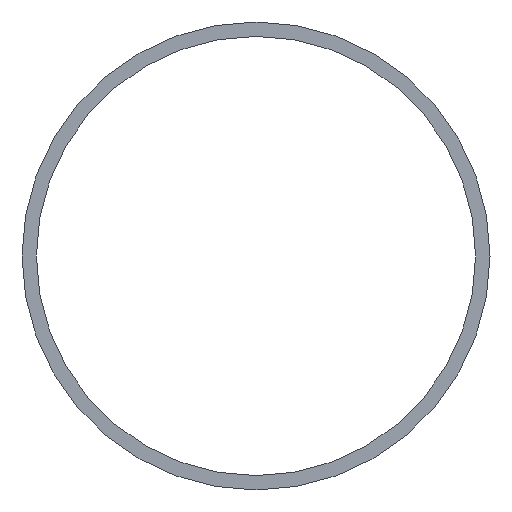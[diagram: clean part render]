
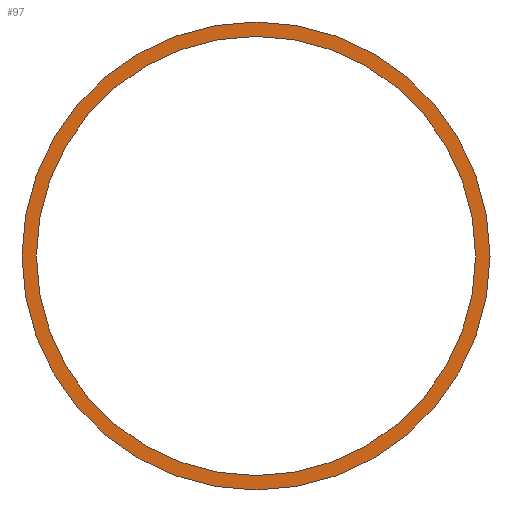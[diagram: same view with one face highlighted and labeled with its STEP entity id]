
A CAD part, left-side view. The second image highlights one B-rep face of the part: STEP entity #97.
In plain terms, the highlighted planar face has unit normal (-1, 0, 0).
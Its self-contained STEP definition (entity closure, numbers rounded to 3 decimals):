
#53 = EDGE_CURVE( '', #67, #71, #123, .T. );
#59 = VERTEX_POINT( '', #130 );
#65 = EDGE_CURVE( '', #71, #67, #139, .T. );
#67 = VERTEX_POINT( '', #141 );
#69 = EDGE_CURVE( '', #101, #59, #143, .T. );
#71 = VERTEX_POINT( '', #145 );
#77 = EDGE_CURVE( '', #59, #101, #151, .T. );
#97 = ADVANCED_FACE( '', ( #173, #174 ), #175, .F. );
#101 = VERTEX_POINT( '', #179 );
#123 = CIRCLE( '', #193, 147.8 );
#130 = CARTESIAN_POINT( '', ( 0., 0., -157.5 ) );
#139 = CIRCLE( '', #212, 147.8 );
#141 = CARTESIAN_POINT( '', ( 0., 0., -147.8 ) );
#143 = CIRCLE( '', #217, 157.5 );
#145 = CARTESIAN_POINT( '', ( 0., 0., 147.8 ) );
#151 = CIRCLE( '', #228, 157.5 );
#173 = FACE_OUTER_BOUND( '', #257, .T. );
#174 = FACE_BOUND( '', #258, .T. );
#175 = PLANE( '', #259 );
#179 = CARTESIAN_POINT( '', ( 0., 0., 157.5 ) );
#193 = AXIS2_PLACEMENT_3D( '', #269, #270, #271 );
#212 = AXIS2_PLACEMENT_3D( '', #297, #298, #299 );
#217 = AXIS2_PLACEMENT_3D( '', #300, #301, #302 );
#228 = AXIS2_PLACEMENT_3D( '', #304, #305, #306 );
#257 = EDGE_LOOP( '', ( #335, #336 ) );
#258 = EDGE_LOOP( '', ( #337, #338 ) );
#259 = AXIS2_PLACEMENT_3D( '', #339, #340, #341 );
#269 = CARTESIAN_POINT( '', ( 0., 0., 0. ) );
#270 = DIRECTION( '', ( 1., 0., 0. ) );
#271 = DIRECTION( '', ( 0., 0., -1. ) );
#297 = CARTESIAN_POINT( '', ( 0., 0., 0. ) );
#298 = DIRECTION( '', ( 1., 0., 0. ) );
#299 = DIRECTION( '', ( 0., 0., -1. ) );
#300 = CARTESIAN_POINT( '', ( 0., 0., 0. ) );
#301 = DIRECTION( '', ( 1., 0., 0. ) );
#302 = DIRECTION( '', ( 0., 0., -1. ) );
#304 = CARTESIAN_POINT( '', ( 0., 0., 0. ) );
#305 = DIRECTION( '', ( 1., 0., 0. ) );
#306 = DIRECTION( '', ( 0., 0., -1. ) );
#335 = ORIENTED_EDGE( '', *, *, #77, .F. );
#336 = ORIENTED_EDGE( '', *, *, #69, .F. );
#337 = ORIENTED_EDGE( '', *, *, #53, .T. );
#338 = ORIENTED_EDGE( '', *, *, #65, .T. );
#339 = CARTESIAN_POINT( '', ( 0., 0., 0. ) );
#340 = DIRECTION( '', ( 1., 0., 0. ) );
#341 = DIRECTION( '', ( 0., 0., -1. ) );
